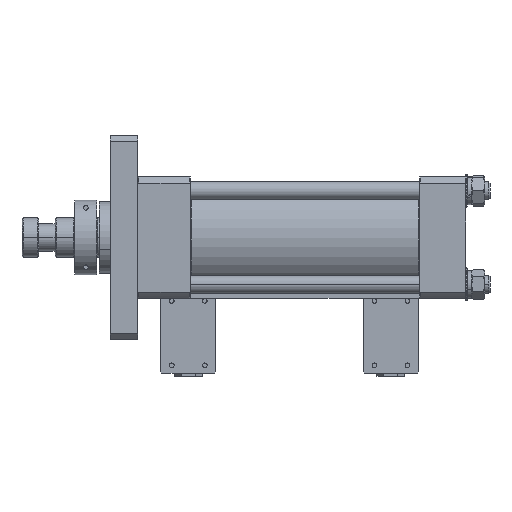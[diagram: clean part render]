
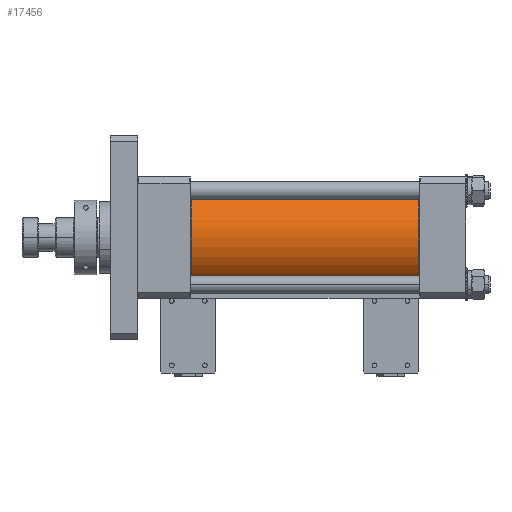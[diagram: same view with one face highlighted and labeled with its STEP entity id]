
A CAD part, front view. The second image highlights one B-rep face of the part: STEP entity #17456.
In plain terms, the highlighted cylindrical face has radius 50 mm (diameter 100 mm), a partial arc.
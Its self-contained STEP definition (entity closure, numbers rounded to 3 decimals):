
#930 = CARTESIAN_POINT ( 'NONE',  ( -207.5, 0., -50. ) ) ;
#1469 = CARTESIAN_POINT ( 'NONE',  ( -207.5, 0., 50. ) ) ;
#9668 = DIRECTION ( 'NONE',  ( 1., 0., 0. ) ) ;
#9669 = VECTOR ( 'NONE', #9668, 1000. ) ;
#9671 = CARTESIAN_POINT ( 'NONE',  ( 0., 0., -50. ) ) ;
#9706 = LINE ( 'NONE', #9671, #9669 ) ;
#16764 = EDGE_CURVE ( 'NONE', #16927, #16768, #31152, .T. ) ;
#16768 = VERTEX_POINT ( 'NONE', #31148 ) ;
#16786 = VERTEX_POINT ( 'NONE', #24706 ) ;
#16889 = VERTEX_POINT ( 'NONE', #930 ) ;
#16927 = VERTEX_POINT ( 'NONE', #1469 ) ;
#17007 = EDGE_CURVE ( 'NONE', #16889, #16786, #9706, .T. ) ;
#17450 = EDGE_CURVE ( '����2', #16768, #16786, #24723, .T. ) ;
#17456 = ADVANCED_FACE ( '��1', ( #24991 ), #24983, .T. ) ;
#17461 = EDGE_LOOP ( 'NONE', ( #17465, #17472, #17484, #17489 ) ) ;
#17465 = ORIENTED_EDGE ( 'NONE', *, *, #16764, .F. ) ;
#17472 = ORIENTED_EDGE ( 'NONE', *, *, #17477, .T. ) ;
#17477 = EDGE_CURVE ( '����3', #16927, #16889, #24764, .T. ) ;
#17484 = ORIENTED_EDGE ( 'NONE', *, *, #17007, .T. ) ;
#17489 = ORIENTED_EDGE ( 'NONE', *, *, #17450, .F. ) ;
#24561 = AXIS2_PLACEMENT_3D ( 'NONE', #24602, #24599, #24605 ) ;
#24599 = DIRECTION ( 'NONE',  ( 1., 0., 0. ) ) ;
#24602 = CARTESIAN_POINT ( 'NONE',  ( -207.5, 0., 0. ) ) ;
#24605 = DIRECTION ( 'NONE',  ( 0., 0., -1. ) ) ;
#24706 = CARTESIAN_POINT ( 'NONE',  ( -0.5, 0., -50. ) ) ;
#24713 = DIRECTION ( 'NONE',  ( 0., 0., -1. ) ) ;
#24722 = AXIS2_PLACEMENT_3D ( 'NONE', #24740, #24739, #24713 ) ;
#24723 = CIRCLE ( 'NONE', #24722, 50. ) ;
#24739 = DIRECTION ( 'NONE',  ( 1., 0., 0. ) ) ;
#24740 = CARTESIAN_POINT ( 'NONE',  ( -0.5, 0., 0. ) ) ;
#24764 = CIRCLE ( 'NONE', #24561, 50. ) ;
#24850 = DIRECTION ( 'NONE',  ( 1., 0., 0. ) ) ;
#24934 = DIRECTION ( 'NONE',  ( 0., 0., -1. ) ) ;
#24983 = CYLINDRICAL_SURFACE ( 'NONE', #24986, 50. ) ;
#24986 = AXIS2_PLACEMENT_3D ( 'NONE', #25017, #24850, #24934 ) ;
#24991 = FACE_OUTER_BOUND ( 'NONE', #17461, .T. ) ;
#25017 = CARTESIAN_POINT ( 'NONE',  ( 0., 0., 0. ) ) ;
#31148 = CARTESIAN_POINT ( 'NONE',  ( -0.5, 0., 50. ) ) ;
#31149 = DIRECTION ( 'NONE',  ( 1., 0., 0. ) ) ;
#31150 = VECTOR ( 'NONE', #31149, 1000. ) ;
#31151 = CARTESIAN_POINT ( 'NONE',  ( 0., 0., 50. ) ) ;
#31152 = LINE ( 'NONE', #31151, #31150 ) ;
